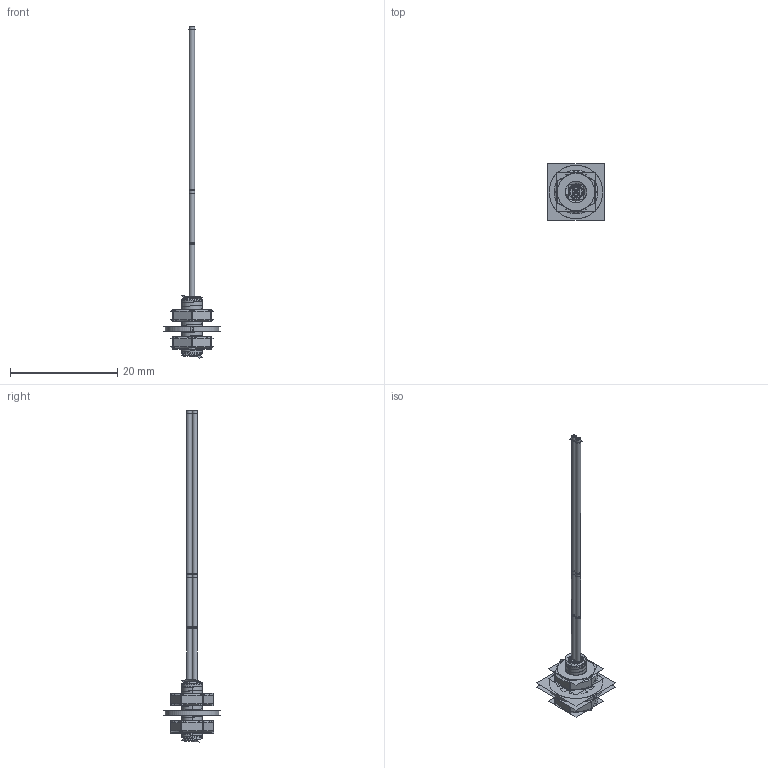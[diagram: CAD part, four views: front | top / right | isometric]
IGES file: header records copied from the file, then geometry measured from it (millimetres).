
Start section:  PTC IGES file: 192785.igs
Global section: file name: 192785.igs; native system: Creo Parametric by Parametric Technology Corporation; preprocessor: 2013230; author: pdmadmin; organization: Unknown; date: 20160209.165748; units: millimetre
Bounding box: 10.52 x 10.52 x 61.91 mm (x, y, z)
Volume: 325.4 mm3; surface area: 8048.4 mm2
Topology: 7 solids, 9 shells, 508 faces, 2664 edges, 3456 vertices
Faces by surface type: revolution 380, bspline 128
